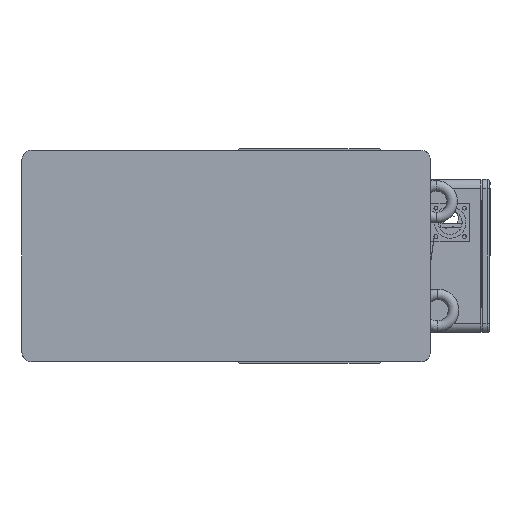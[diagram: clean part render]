
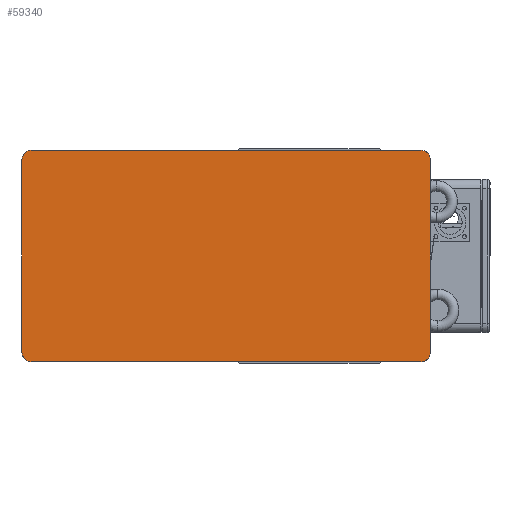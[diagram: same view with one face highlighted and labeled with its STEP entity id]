
A CAD part, front view. The second image highlights one B-rep face of the part: STEP entity #59340.
In plain terms, the highlighted face is planar.
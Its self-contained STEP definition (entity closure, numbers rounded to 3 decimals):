
#132 = EDGE_CURVE ( 'NONE', #12724, #74346, #62914, .T. ) ;
#3068 = CARTESIAN_POINT ( 'NONE',  ( 0., 0., 1188. ) ) ;
#3173 = ORIENTED_EDGE ( 'NONE', *, *, #91342, .T. ) ;
#3599 = CIRCLE ( 'NONE', #8204, 10. ) ;
#3704 = CARTESIAN_POINT ( 'NONE',  ( 320.01, -100.01, 1188. ) ) ;
#6725 = VECTOR ( 'NONE', #60593, 1000. ) ;
#6911 = CARTESIAN_POINT ( 'NONE',  ( 320.01, -110.01, 1188. ) ) ;
#8204 = AXIS2_PLACEMENT_3D ( 'NONE', #69825, #77917, #77444 ) ;
#9171 = CARTESIAN_POINT ( 'NONE',  ( 330.01, 100.01, 1188. ) ) ;
#10441 = LINE ( 'NONE', #75849, #6725 ) ;
#12724 = VERTEX_POINT ( 'NONE', #83577 ) ;
#16176 = VECTOR ( 'NONE', #76345, 1000. ) ;
#16195 = DIRECTION ( 'NONE',  ( 1., 0., 0. ) ) ;
#16932 = DIRECTION ( 'NONE',  ( 0., 0., 1. ) ) ;
#17936 = VERTEX_POINT ( 'NONE', #34000 ) ;
#18732 = VERTEX_POINT ( 'NONE', #62157 ) ;
#19712 = VECTOR ( 'NONE', #60183, 1000. ) ;
#21515 = CARTESIAN_POINT ( 'NONE',  ( -95.01, 110.01, 1188. ) ) ;
#24154 = ORIENTED_EDGE ( 'NONE', *, *, #66794, .T. ) ;
#24422 = EDGE_CURVE ( 'NONE', #17936, #50462, #30584, .T. ) ;
#25988 = DIRECTION ( 'NONE',  ( 1., 0., 0. ) ) ;
#26628 = CARTESIAN_POINT ( 'NONE',  ( 330.01, 110.01, 1188. ) ) ;
#26691 = CARTESIAN_POINT ( 'NONE',  ( -85.01, -100.01, 1188. ) ) ;
#27161 = DIRECTION ( 'NONE',  ( 0., 0., 1. ) ) ;
#30061 = ORIENTED_EDGE ( 'NONE', *, *, #24422, .T. ) ;
#30526 = ORIENTED_EDGE ( 'NONE', *, *, #48999, .T. ) ;
#30584 = LINE ( 'NONE', #21515, #19712 ) ;
#31261 = FACE_OUTER_BOUND ( 'NONE', #86024, .T. ) ;
#31723 = DIRECTION ( 'NONE',  ( 1., 0., 0. ) ) ;
#32564 = VECTOR ( 'NONE', #55736, 1000. ) ;
#32846 = DIRECTION ( 'NONE',  ( 0., 0., 1. ) ) ;
#32885 = LINE ( 'NONE', #78229, #16176 ) ;
#33151 = DIRECTION ( 'NONE',  ( 0., 0., 1. ) ) ;
#33224 = EDGE_CURVE ( 'NONE', #50462, #79255, #79571, .T. ) ;
#34000 = CARTESIAN_POINT ( 'NONE',  ( -95.01, 100.01, 1188. ) ) ;
#34551 = CARTESIAN_POINT ( 'NONE',  ( -85.01, 100.01, 1188. ) ) ;
#44849 = CIRCLE ( 'NONE', #50960, 10. ) ;
#47313 = CARTESIAN_POINT ( 'NONE',  ( -95.01, -100.01, 1188. ) ) ;
#48999 = EDGE_CURVE ( 'NONE', #79255, #90475, #32885, .T. ) ;
#50462 = VERTEX_POINT ( 'NONE', #47313 ) ;
#50960 = AXIS2_PLACEMENT_3D ( 'NONE', #3704, #32846, #16195 ) ;
#54600 = CARTESIAN_POINT ( 'NONE',  ( -85.01, -110.01, 1188. ) ) ;
#55736 = DIRECTION ( 'NONE',  ( 0., 1., 0. ) ) ;
#56181 = ORIENTED_EDGE ( 'NONE', *, *, #91687, .T. ) ;
#58255 = ORIENTED_EDGE ( 'NONE', *, *, #132, .T. ) ;
#59340 = ADVANCED_FACE ( 'NONE', ( #31261 ), #81876, .T. ) ;
#60183 = DIRECTION ( 'NONE',  ( 0., -1., 0. ) ) ;
#60593 = DIRECTION ( 'NONE',  ( -1., 0., 0. ) ) ;
#62157 = CARTESIAN_POINT ( 'NONE',  ( -85.01, 110.01, 1188. ) ) ;
#62349 = CARTESIAN_POINT ( 'NONE',  ( 320.01, 110.01, 1188. ) ) ;
#62914 = LINE ( 'NONE', #26628, #32564 ) ;
#66791 = EDGE_CURVE ( 'NONE', #76516, #18732, #10441, .T. ) ;
#66794 = EDGE_CURVE ( 'NONE', #90475, #12724, #44849, .T. ) ;
#69209 = AXIS2_PLACEMENT_3D ( 'NONE', #34551, #33151, #25988 ) ;
#69221 = DIRECTION ( 'NONE',  ( 1., 0., 0. ) ) ;
#69825 = CARTESIAN_POINT ( 'NONE',  ( 320.01, 100.01, 1188. ) ) ;
#73515 = ORIENTED_EDGE ( 'NONE', *, *, #33224, .T. ) ;
#74346 = VERTEX_POINT ( 'NONE', #9171 ) ;
#75849 = CARTESIAN_POINT ( 'NONE',  ( -95.01, 110.01, 1188. ) ) ;
#76345 = DIRECTION ( 'NONE',  ( 1., 0., 0. ) ) ;
#76516 = VERTEX_POINT ( 'NONE', #62349 ) ;
#77444 = DIRECTION ( 'NONE',  ( 1., 0., 0. ) ) ;
#77917 = DIRECTION ( 'NONE',  ( 0., 0., 1. ) ) ;
#78229 = CARTESIAN_POINT ( 'NONE',  ( -95.01, -110.01, 1188. ) ) ;
#78327 = CIRCLE ( 'NONE', #69209, 10. ) ;
#78716 = AXIS2_PLACEMENT_3D ( 'NONE', #3068, #16932, #31723 ) ;
#79255 = VERTEX_POINT ( 'NONE', #54600 ) ;
#79571 = CIRCLE ( 'NONE', #90174, 10. ) ;
#81876 = PLANE ( 'NONE',  #78716 ) ;
#83577 = CARTESIAN_POINT ( 'NONE',  ( 330.01, -100.01, 1188. ) ) ;
#85221 = ORIENTED_EDGE ( 'NONE', *, *, #66791, .T. ) ;
#86024 = EDGE_LOOP ( 'NONE', ( #30061, #73515, #30526, #24154, #58255, #56181, #85221, #3173 ) ) ;
#90174 = AXIS2_PLACEMENT_3D ( 'NONE', #26691, #27161, #69221 ) ;
#90475 = VERTEX_POINT ( 'NONE', #6911 ) ;
#91342 = EDGE_CURVE ( 'NONE', #18732, #17936, #78327, .T. ) ;
#91687 = EDGE_CURVE ( 'NONE', #74346, #76516, #3599, .T. ) ;
